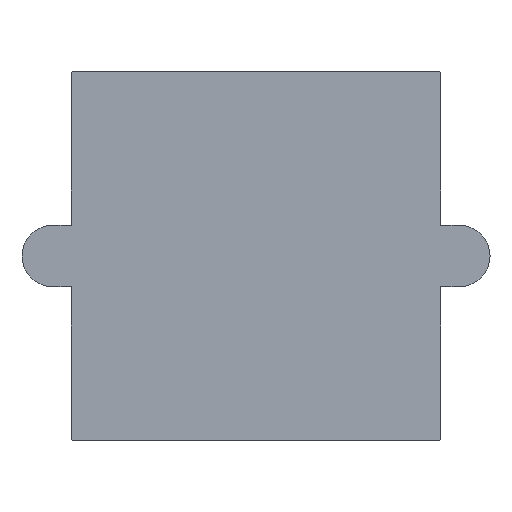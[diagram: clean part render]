
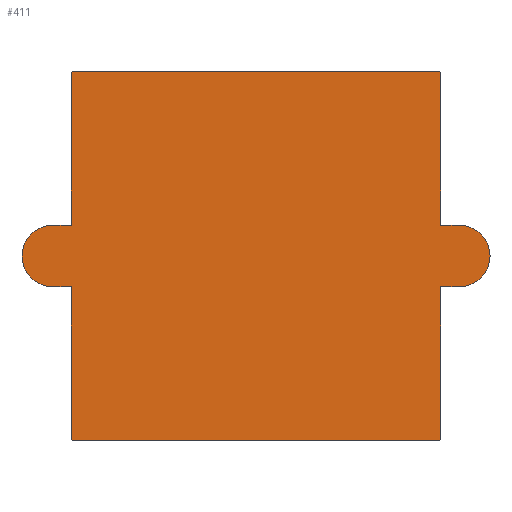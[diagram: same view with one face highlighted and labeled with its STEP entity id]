
A CAD part, top view. The second image highlights one B-rep face of the part: STEP entity #411.
In plain terms, the highlighted planar face has unit normal (0, 0, 1).
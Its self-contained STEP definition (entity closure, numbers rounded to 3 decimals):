
#12 = ORIENTED_EDGE ( 'NONE', *, *, #595, .F. ) ;
#17 = ORIENTED_EDGE ( 'NONE', *, *, #469, .T. ) ;
#25 = VECTOR ( 'NONE', #76, 1000. ) ;
#31 = CARTESIAN_POINT ( 'NONE',  ( -59., -60., 3.5 ) ) ;
#36 = DIRECTION ( 'NONE',  ( 1., 0., 0. ) ) ;
#37 = EDGE_CURVE ( 'NONE', #255, #385, #384, .T. ) ;
#46 = CIRCLE ( 'NONE', #374, 1. ) ;
#50 = AXIS2_PLACEMENT_3D ( 'NONE', #209, #161, #399 ) ;
#53 = ORIENTED_EDGE ( 'NONE', *, *, #476, .T. ) ;
#59 = EDGE_LOOP ( 'NONE', ( #122, #160, #273, #260, #92, #610, #17, #249, #325, #12, #171, #82, #74, #404, #569, #124, #53 ) ) ;
#65 = CARTESIAN_POINT ( 'NONE',  ( -66., 0., 3.5 ) ) ;
#75 = EDGE_CURVE ( 'NONE', #599, #602, #46, .T. ) ;
#74 = ORIENTED_EDGE ( 'NONE', *, *, #341, .F. ) ;
#76 = DIRECTION ( 'NONE',  ( 0., -1., 0. ) ) ;
#78 = DIRECTION ( 'NONE',  ( 0., 0., 1. ) ) ;
#79 = DIRECTION ( 'NONE',  ( 1., 0., 0. ) ) ;
#82 = ORIENTED_EDGE ( 'NONE', *, *, #346, .F. ) ;
#85 = CARTESIAN_POINT ( 'NONE',  ( -66., -10., 3.5 ) ) ;
#89 = AXIS2_PLACEMENT_3D ( 'NONE', #109, #315, #306 ) ;
#92 = ORIENTED_EDGE ( 'NONE', *, *, #275, .T. ) ;
#94 = PLANE ( 'NONE',  #554 ) ;
#100 = CARTESIAN_POINT ( 'NONE',  ( 59., 60., 3.5 ) ) ;
#105 = CARTESIAN_POINT ( 'NONE',  ( -76., 0., 3.5 ) ) ;
#107 = VERTEX_POINT ( 'NONE', #100 ) ;
#108 = VERTEX_POINT ( 'NONE', #246 ) ;
#109 = CARTESIAN_POINT ( 'NONE',  ( 66., 0., 3.5 ) ) ;
#110 = LINE ( 'NONE', #113, #115 ) ;
#111 = VERTEX_POINT ( 'NONE', #550 ) ;
#113 = CARTESIAN_POINT ( 'NONE',  ( 66., -10., 3.5 ) ) ;
#115 = VECTOR ( 'NONE', #307, 1000. ) ;
#119 = CARTESIAN_POINT ( 'NONE',  ( -66., 10., 3.5 ) ) ;
#120 = CARTESIAN_POINT ( 'NONE',  ( 60., -60., 3.5 ) ) ;
#122 = ORIENTED_EDGE ( 'NONE', *, *, #331, .T. ) ;
#124 = ORIENTED_EDGE ( 'NONE', *, *, #391, .T. ) ;
#126 = CARTESIAN_POINT ( 'NONE',  ( -66., 0., 3.5 ) ) ;
#129 = CIRCLE ( 'NONE', #284, 1. ) ;
#132 = CIRCLE ( 'NONE', #217, 10. ) ;
#147 = CARTESIAN_POINT ( 'NONE',  ( 59., 59., 3.5 ) ) ;
#160 = ORIENTED_EDGE ( 'NONE', *, *, #321, .T. ) ;
#161 = DIRECTION ( 'NONE',  ( 0., 0., 1. ) ) ;
#162 = DIRECTION ( 'NONE',  ( 0., 1., 0. ) ) ;
#171 = ORIENTED_EDGE ( 'NONE', *, *, #574, .F. ) ;
#180 = VECTOR ( 'NONE', #79, 1000. ) ;
#183 = CARTESIAN_POINT ( 'NONE',  ( -60., -60., 3.5 ) ) ;
#185 = CARTESIAN_POINT ( 'NONE',  ( 66., -10., 3.5 ) ) ;
#187 = CARTESIAN_POINT ( 'NONE',  ( -60., 60., 3.5 ) ) ;
#202 = EDGE_CURVE ( 'NONE', #493, #107, #129, .T. ) ;
#209 = CARTESIAN_POINT ( 'NONE',  ( -59., 59., 3.5 ) ) ;
#214 = LINE ( 'NONE', #120, #538 ) ;
#217 = AXIS2_PLACEMENT_3D ( 'NONE', #126, #266, #617 ) ;
#234 = CARTESIAN_POINT ( 'NONE',  ( -60., -10., 3.5 ) ) ;
#239 = CARTESIAN_POINT ( 'NONE',  ( 59., -59., 3.5 ) ) ;
#240 = VECTOR ( 'NONE', #36, 1000. ) ;
#242 = CIRCLE ( 'NONE', #432, 1. ) ;
#245 = LINE ( 'NONE', #642, #419 ) ;
#246 = CARTESIAN_POINT ( 'NONE',  ( 59., -60., 3.5 ) ) ;
#249 = ORIENTED_EDGE ( 'NONE', *, *, #552, .T. ) ;
#253 = CARTESIAN_POINT ( 'NONE',  ( -66., 10., 3.5 ) ) ;
#254 = DIRECTION ( 'NONE',  ( -1., 0., 0. ) ) ;
#255 = VERTEX_POINT ( 'NONE', #568 ) ;
#260 = ORIENTED_EDGE ( 'NONE', *, *, #465, .T. ) ;
#264 = LINE ( 'NONE', #560, #631 ) ;
#266 = DIRECTION ( 'NONE',  ( 0., 0., -1. ) ) ;
#270 = CARTESIAN_POINT ( 'NONE',  ( -60., -60., 3.5 ) ) ;
#273 = ORIENTED_EDGE ( 'NONE', *, *, #519, .T. ) ;
#275 = EDGE_CURVE ( 'NONE', #111, #493, #214, .T. ) ;
#276 = CARTESIAN_POINT ( 'NONE',  ( -60., 10., 3.5 ) ) ;
#281 = DIRECTION ( 'NONE',  ( -1., 0., 0. ) ) ;
#284 = AXIS2_PLACEMENT_3D ( 'NONE', #147, #502, #254 ) ;
#288 = CARTESIAN_POINT ( 'NONE',  ( 0., 0., 3.5 ) ) ;
#301 = CARTESIAN_POINT ( 'NONE',  ( 60., -10., 3.5 ) ) ;
#306 = DIRECTION ( 'NONE',  ( -1., 0., 0. ) ) ;
#307 = DIRECTION ( 'NONE',  ( 1., 0., 0. ) ) ;
#310 = CARTESIAN_POINT ( 'NONE',  ( -66., -10., 3.5 ) ) ;
#315 = DIRECTION ( 'NONE',  ( 0., 0., 1. ) ) ;
#321 = EDGE_CURVE ( 'NONE', #556, #459, #110, .T. ) ;
#322 = AXIS2_PLACEMENT_3D ( 'NONE', #65, #467, #628 ) ;
#325 = ORIENTED_EDGE ( 'NONE', *, *, #37, .T. ) ;
#331 = EDGE_CURVE ( 'NONE', #352, #556, #264, .T. ) ;
#341 = EDGE_CURVE ( 'NONE', #464, #640, #407, .T. ) ;
#345 = DIRECTION ( 'NONE',  ( 0., 0., -1. ) ) ;
#346 = EDGE_CURVE ( 'NONE', #640, #562, #598, .T. ) ;
#352 = VERTEX_POINT ( 'NONE', #382 ) ;
#370 = LINE ( 'NONE', #119, #180 ) ;
#374 = AXIS2_PLACEMENT_3D ( 'NONE', #630, #78, #281 ) ;
#382 = CARTESIAN_POINT ( 'NONE',  ( 60., -59., 3.5 ) ) ;
#384 = LINE ( 'NONE', #183, #473 ) ;
#385 = VERTEX_POINT ( 'NONE', #276 ) ;
#387 = DIRECTION ( 'NONE',  ( -1., 0., 0. ) ) ;
#391 = EDGE_CURVE ( 'NONE', #602, #108, #434, .T. ) ;
#394 = DIRECTION ( 'NONE',  ( -1., 0., 0. ) ) ;
#399 = DIRECTION ( 'NONE',  ( -1., 0., 0. ) ) ;
#402 = CARTESIAN_POINT ( 'NONE',  ( 60., 59., 3.5 ) ) ;
#404 = ORIENTED_EDGE ( 'NONE', *, *, #615, .T. ) ;
#407 = LINE ( 'NONE', #310, #589 ) ;
#411 = ADVANCED_FACE ( 'NONE', ( #596 ), #94, .F. ) ;
#419 = VECTOR ( 'NONE', #394, 1000. ) ;
#424 = LINE ( 'NONE', #270, #25 ) ;
#432 = AXIS2_PLACEMENT_3D ( 'NONE', #239, #600, #604 ) ;
#434 = LINE ( 'NONE', #484, #240 ) ;
#438 = LINE ( 'NONE', #187, #524 ) ;
#448 = VERTEX_POINT ( 'NONE', #452 ) ;
#452 = CARTESIAN_POINT ( 'NONE',  ( 66., 10., 3.5 ) ) ;
#455 = CIRCLE ( 'NONE', #50, 1. ) ;
#459 = VERTEX_POINT ( 'NONE', #185 ) ;
#464 = VERTEX_POINT ( 'NONE', #234 ) ;
#465 = EDGE_CURVE ( 'NONE', #448, #111, #245, .T. ) ;
#467 = DIRECTION ( 'NONE',  ( 0., 0., -1. ) ) ;
#469 = EDGE_CURVE ( 'NONE', #107, #521, #438, .T. ) ;
#473 = VECTOR ( 'NONE', #580, 1000. ) ;
#476 = EDGE_CURVE ( 'NONE', #108, #352, #242, .T. ) ;
#484 = CARTESIAN_POINT ( 'NONE',  ( -60., -60., 3.5 ) ) ;
#493 = VERTEX_POINT ( 'NONE', #402 ) ;
#502 = DIRECTION ( 'NONE',  ( 0., 0., 1. ) ) ;
#508 = DIRECTION ( 'NONE',  ( 0., 1., 0. ) ) ;
#510 = DIRECTION ( 'NONE',  ( -1., 0., 0. ) ) ;
#519 = EDGE_CURVE ( 'NONE', #459, #448, #591, .T. ) ;
#521 = VERTEX_POINT ( 'NONE', #608 ) ;
#522 = VERTEX_POINT ( 'NONE', #253 ) ;
#524 = VECTOR ( 'NONE', #387, 1000. ) ;
#527 = CARTESIAN_POINT ( 'NONE',  ( -60., -59., 3.5 ) ) ;
#538 = VECTOR ( 'NONE', #162, 1000. ) ;
#550 = CARTESIAN_POINT ( 'NONE',  ( 60., 10., 3.5 ) ) ;
#552 = EDGE_CURVE ( 'NONE', #521, #255, #455, .T. ) ;
#554 = AXIS2_PLACEMENT_3D ( 'NONE', #288, #345, #638 ) ;
#556 = VERTEX_POINT ( 'NONE', #301 ) ;
#560 = CARTESIAN_POINT ( 'NONE',  ( 60., -60., 3.5 ) ) ;
#562 = VERTEX_POINT ( 'NONE', #105 ) ;
#568 = CARTESIAN_POINT ( 'NONE',  ( -60., 59., 3.5 ) ) ;
#569 = ORIENTED_EDGE ( 'NONE', *, *, #75, .T. ) ;
#574 = EDGE_CURVE ( 'NONE', #562, #522, #132, .T. ) ;
#580 = DIRECTION ( 'NONE',  ( 0., -1., 0. ) ) ;
#589 = VECTOR ( 'NONE', #510, 1000. ) ;
#591 = CIRCLE ( 'NONE', #89, 10. ) ;
#595 = EDGE_CURVE ( 'NONE', #522, #385, #370, .T. ) ;
#596 = FACE_OUTER_BOUND ( 'NONE', #59, .T. ) ;
#598 = CIRCLE ( 'NONE', #322, 10. ) ;
#599 = VERTEX_POINT ( 'NONE', #527 ) ;
#600 = DIRECTION ( 'NONE',  ( 0., 0., 1. ) ) ;
#602 = VERTEX_POINT ( 'NONE', #31 ) ;
#604 = DIRECTION ( 'NONE',  ( -1., 0., 0. ) ) ;
#608 = CARTESIAN_POINT ( 'NONE',  ( -59., 60., 3.5 ) ) ;
#610 = ORIENTED_EDGE ( 'NONE', *, *, #202, .T. ) ;
#615 = EDGE_CURVE ( 'NONE', #464, #599, #424, .T. ) ;
#617 = DIRECTION ( 'NONE',  ( -1., 0., 0. ) ) ;
#628 = DIRECTION ( 'NONE',  ( -1., 0., 0. ) ) ;
#630 = CARTESIAN_POINT ( 'NONE',  ( -59., -59., 3.5 ) ) ;
#631 = VECTOR ( 'NONE', #508, 1000. ) ;
#638 = DIRECTION ( 'NONE',  ( -1., 0., 0. ) ) ;
#640 = VERTEX_POINT ( 'NONE', #85 ) ;
#642 = CARTESIAN_POINT ( 'NONE',  ( 66., 10., 3.5 ) ) ;
